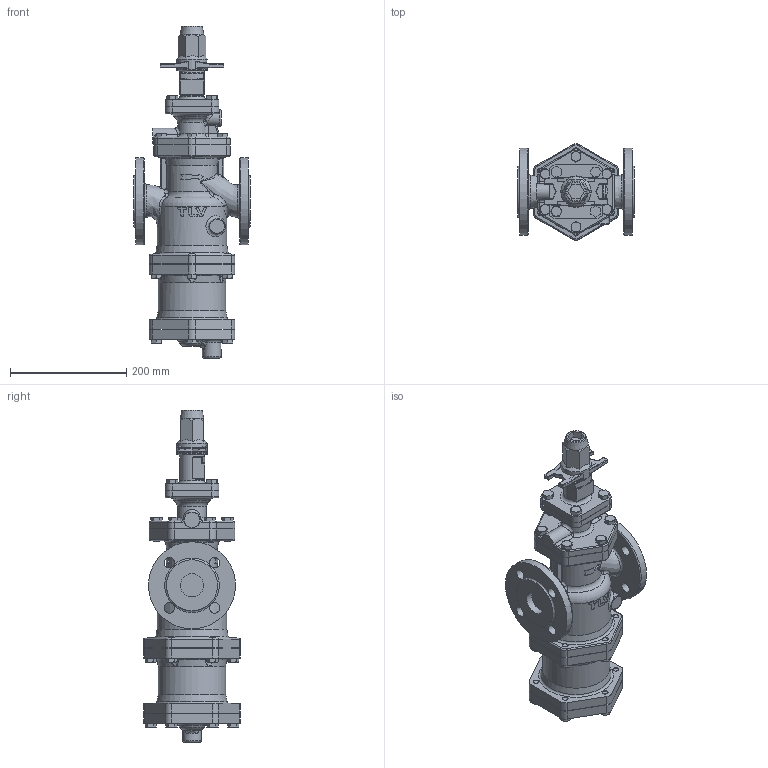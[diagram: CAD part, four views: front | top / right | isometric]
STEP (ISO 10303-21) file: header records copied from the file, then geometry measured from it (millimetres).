
FILE_DESCRIPTION(/* description */ (''),/* implementation_level */ '2;1');
FILE_NAME(/* name */ 'cos3x-040-e0040-00.stp',/* time_stamp */ '2025-07-11T16:07:55+09:00',/* author */ ('shibuya'),/* organization */ (''),/* preprocessor_version */ 'ST-DEVELOPER v20',/* originating_system */ 'Autodesk Inventor 2025',/* authorisation */ '');
FILE_SCHEMA (('AUTOMOTIVE_DESIGN { 1 0 10303 214 3 1 1 }'));
Length unit declared in the file: millimetre
Products named in the file (1): cos16-040-e0040-00
Bounding box: 200 x 166.02 x 572 mm (x, y, z)
Volume: 5479076.7 mm3; surface area: 525232.1 mm2
Topology: 6 solids, 6 shells, 1034 faces, 2472 edges, 1483 vertices
Faces by surface type: plane 367, cylinder 255, bspline 188, cone 134, torus 74, sphere 16
Full cylindrical faces by diameter (mm): 8.376 x22, 10 x22, 12 x22, 17.475 x1, 18 x8, 27 x1, 28 x1, 32 x1, 40 x2, 42 x1, 45 x1, 52 x1, 80 x4, 116 x1, 120 x1, 150 x2
Entity records: 38375 total; most frequent: CARTESIAN_POINT 16014, ORIENTED_EDGE 4844, DIRECTION 4336, EDGE_CURVE 2422, AXIS2_PLACEMENT_3D 1727, VERTEX_POINT 1482, EDGE_LOOP 1176, FACE_OUTER_BOUND 1034
